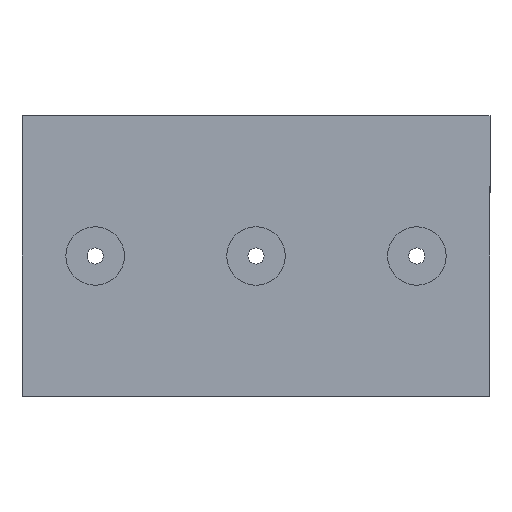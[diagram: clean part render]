
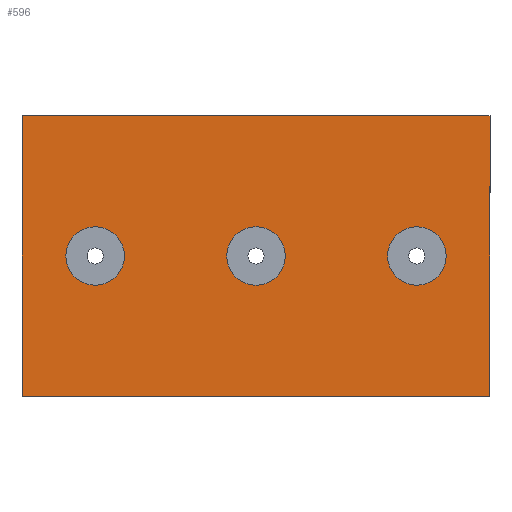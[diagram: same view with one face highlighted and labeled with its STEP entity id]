
A CAD part, front view. The second image highlights one B-rep face of the part: STEP entity #596.
In plain terms, the highlighted planar face has unit normal (0, -1, 0).
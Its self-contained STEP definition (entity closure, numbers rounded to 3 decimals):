
#11 = EDGE_CURVE ( 'NONE', #1791, #815, #662, .T. ) ;
#13 = EDGE_LOOP ( 'NONE', ( #538, #1941 ) ) ;
#23 = FACE_OUTER_BOUND ( 'NONE', #751, .T. ) ;
#38 = EDGE_CURVE ( 'NONE', #1350, #1607, #1511, .T. ) ;
#61 = AXIS2_PLACEMENT_3D ( 'NONE', #380, #857, #1742 ) ;
#108 = CARTESIAN_POINT ( 'NONE',  ( 22., 0., 4. ) ) ;
#122 = DIRECTION ( 'NONE',  ( 1., 0., 0. ) ) ;
#124 = CARTESIAN_POINT ( 'NONE',  ( 22., 0., 0. ) ) ;
#136 = DIRECTION ( 'NONE',  ( 0., 0., 1. ) ) ;
#215 = VERTEX_POINT ( 'NONE', #108 ) ;
#216 = DIRECTION ( 'NONE',  ( -1., 0., 0. ) ) ;
#220 = DIRECTION ( 'NONE',  ( 0., 0., -1. ) ) ;
#221 = CIRCLE ( 'NONE', #1080, 4. ) ;
#236 = CIRCLE ( 'NONE', #61, 4. ) ;
#250 = DIRECTION ( 'NONE',  ( 0., 0., 1. ) ) ;
#253 = ORIENTED_EDGE ( 'NONE', *, *, #656, .F. ) ;
#259 = VECTOR ( 'NONE', #1050, 1000. ) ;
#288 = CARTESIAN_POINT ( 'NONE',  ( -32., 0., -19.2 ) ) ;
#310 = CARTESIAN_POINT ( 'NONE',  ( 22., 0., -4. ) ) ;
#354 = PLANE ( 'NONE',  #1425 ) ;
#361 = CARTESIAN_POINT ( 'NONE',  ( -22., 0., 4. ) ) ;
#380 = CARTESIAN_POINT ( 'NONE',  ( 22., 0., 0. ) ) ;
#448 = CARTESIAN_POINT ( 'NONE',  ( 0., 0., 0. ) ) ;
#538 = ORIENTED_EDGE ( 'NONE', *, *, #2022, .F. ) ;
#545 = CARTESIAN_POINT ( 'NONE',  ( 0., 0., 4. ) ) ;
#567 = DIRECTION ( 'NONE',  ( 0., -1., 0. ) ) ;
#596 = ADVANCED_FACE ( 'NONE', ( #2042, #877, #1512, #23 ), #354, .F. ) ;
#603 = DIRECTION ( 'NONE',  ( 0., -1., 0. ) ) ;
#656 = EDGE_CURVE ( 'NONE', #1006, #993, #1374, .T. ) ;
#657 = ORIENTED_EDGE ( 'NONE', *, *, #38, .F. ) ;
#662 = CIRCLE ( 'NONE', #1731, 4. ) ;
#683 = CARTESIAN_POINT ( 'NONE',  ( -32., 0., -19.2 ) ) ;
#689 = CARTESIAN_POINT ( 'NONE',  ( -22., 0., -4. ) ) ;
#721 = CARTESIAN_POINT ( 'NONE',  ( -22., 0., 0. ) ) ;
#737 = CARTESIAN_POINT ( 'NONE',  ( 0., 0., 0. ) ) ;
#751 = EDGE_LOOP ( 'NONE', ( #839, #1549, #780, #253 ) ) ;
#766 = CARTESIAN_POINT ( 'NONE',  ( 0., 0., -4. ) ) ;
#768 = LINE ( 'NONE', #683, #259 ) ;
#780 = ORIENTED_EDGE ( 'NONE', *, *, #1728, .F. ) ;
#815 = VERTEX_POINT ( 'NONE', #766 ) ;
#839 = ORIENTED_EDGE ( 'NONE', *, *, #1984, .F. ) ;
#845 = DIRECTION ( 'NONE',  ( 0., 1., 0. ) ) ;
#857 = DIRECTION ( 'NONE',  ( 0., -1., 0. ) ) ;
#859 = AXIS2_PLACEMENT_3D ( 'NONE', #1968, #1099, #925 ) ;
#877 = FACE_BOUND ( 'NONE', #13, .T. ) ;
#896 = CARTESIAN_POINT ( 'NONE',  ( -32., 0., -19.2 ) ) ;
#897 = EDGE_CURVE ( 'NONE', #1115, #1219, #1998, .T. ) ;
#898 = CIRCLE ( 'NONE', #859, 4. ) ;
#899 = EDGE_LOOP ( 'NONE', ( #1290, #1973 ) ) ;
#925 = DIRECTION ( 'NONE',  ( 0., 0., 1. ) ) ;
#945 = VERTEX_POINT ( 'NONE', #310 ) ;
#984 = VECTOR ( 'NONE', #122, 1000. ) ;
#993 = VERTEX_POINT ( 'NONE', #288 ) ;
#1006 = VERTEX_POINT ( 'NONE', #1161 ) ;
#1029 = DIRECTION ( 'NONE',  ( 0., 0., 1. ) ) ;
#1050 = DIRECTION ( 'NONE',  ( 0., 0., 1. ) ) ;
#1073 = LINE ( 'NONE', #1752, #1262 ) ;
#1080 = AXIS2_PLACEMENT_3D ( 'NONE', #124, #1833, #136 ) ;
#1090 = EDGE_LOOP ( 'NONE', ( #1235, #657 ) ) ;
#1095 = CIRCLE ( 'NONE', #1324, 4. ) ;
#1099 = DIRECTION ( 'NONE',  ( 0., -1., 0. ) ) ;
#1115 = VERTEX_POINT ( 'NONE', #1708 ) ;
#1161 = CARTESIAN_POINT ( 'NONE',  ( 32., 0., -19.2 ) ) ;
#1219 = VERTEX_POINT ( 'NONE', #1992 ) ;
#1235 = ORIENTED_EDGE ( 'NONE', *, *, #1872, .F. ) ;
#1262 = VECTOR ( 'NONE', #220, 1000. ) ;
#1290 = ORIENTED_EDGE ( 'NONE', *, *, #11, .F. ) ;
#1320 = EDGE_CURVE ( 'NONE', #945, #215, #236, .T. ) ;
#1324 = AXIS2_PLACEMENT_3D ( 'NONE', #448, #603, #1488 ) ;
#1350 = VERTEX_POINT ( 'NONE', #689 ) ;
#1374 = LINE ( 'NONE', #896, #1899 ) ;
#1425 = AXIS2_PLACEMENT_3D ( 'NONE', #1552, #845, #1029 ) ;
#1488 = DIRECTION ( 'NONE',  ( 0., 0., 1. ) ) ;
#1492 = EDGE_CURVE ( 'NONE', #815, #1791, #1095, .T. ) ;
#1511 = CIRCLE ( 'NONE', #1809, 4. ) ;
#1512 = FACE_BOUND ( 'NONE', #1090, .T. ) ;
#1549 = ORIENTED_EDGE ( 'NONE', *, *, #897, .F. ) ;
#1552 = CARTESIAN_POINT ( 'NONE',  ( 0., 0., 0. ) ) ;
#1553 = DIRECTION ( 'NONE',  ( 0., 0., 1. ) ) ;
#1607 = VERTEX_POINT ( 'NONE', #361 ) ;
#1675 = CARTESIAN_POINT ( 'NONE',  ( -32., 0., 19.2 ) ) ;
#1708 = CARTESIAN_POINT ( 'NONE',  ( -32., 0., 19.2 ) ) ;
#1728 = EDGE_CURVE ( 'NONE', #993, #1115, #768, .T. ) ;
#1731 = AXIS2_PLACEMENT_3D ( 'NONE', #737, #567, #1553 ) ;
#1742 = DIRECTION ( 'NONE',  ( 0., 0., 1. ) ) ;
#1752 = CARTESIAN_POINT ( 'NONE',  ( 32., 0., -19.2 ) ) ;
#1791 = VERTEX_POINT ( 'NONE', #545 ) ;
#1809 = AXIS2_PLACEMENT_3D ( 'NONE', #721, #1950, #250 ) ;
#1833 = DIRECTION ( 'NONE',  ( 0., -1., 0. ) ) ;
#1872 = EDGE_CURVE ( 'NONE', #1607, #1350, #898, .T. ) ;
#1899 = VECTOR ( 'NONE', #216, 1000. ) ;
#1941 = ORIENTED_EDGE ( 'NONE', *, *, #1320, .F. ) ;
#1950 = DIRECTION ( 'NONE',  ( 0., -1., 0. ) ) ;
#1968 = CARTESIAN_POINT ( 'NONE',  ( -22., 0., 0. ) ) ;
#1973 = ORIENTED_EDGE ( 'NONE', *, *, #1492, .F. ) ;
#1984 = EDGE_CURVE ( 'NONE', #1219, #1006, #1073, .T. ) ;
#1992 = CARTESIAN_POINT ( 'NONE',  ( 32., 0., 19.2 ) ) ;
#1998 = LINE ( 'NONE', #1675, #984 ) ;
#2022 = EDGE_CURVE ( 'NONE', #215, #945, #221, .T. ) ;
#2042 = FACE_BOUND ( 'NONE', #899, .T. ) ;
